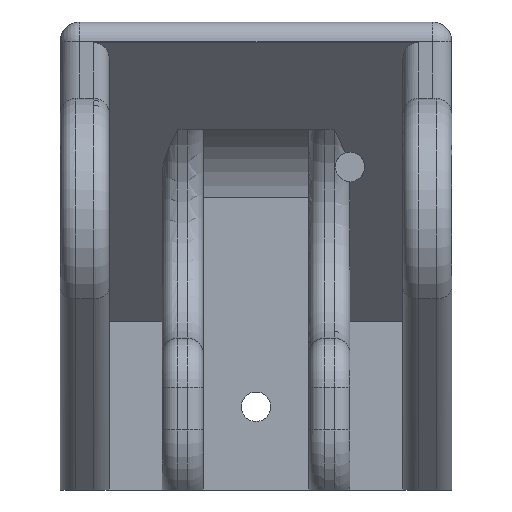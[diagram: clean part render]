
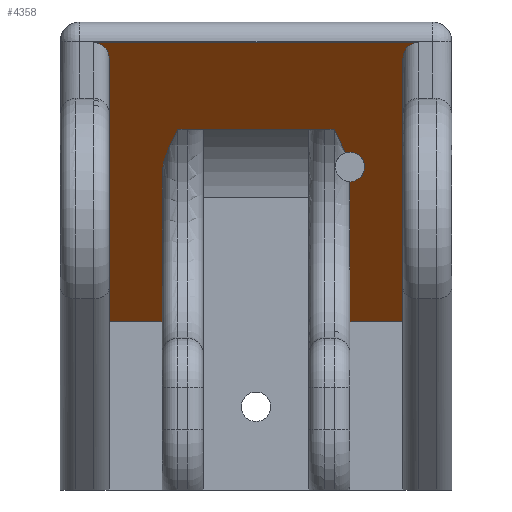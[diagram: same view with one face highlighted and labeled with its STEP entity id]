
A CAD part, left-side view. The second image highlights one B-rep face of the part: STEP entity #4358.
In plain terms, the highlighted planar face has unit normal (-0.707, 0, -0.707).
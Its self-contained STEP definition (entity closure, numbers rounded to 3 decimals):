
#98=ELLIPSE('',#4745,1.131,0.8);
#99=ELLIPSE('',#4778,1.131,0.8);
#100=ELLIPSE('',#4780,1.061,0.75);
#532=LINE('',#7541,#887);
#535=LINE('',#7557,#890);
#539=LINE('',#7586,#894);
#540=LINE('',#7588,#895);
#542=LINE('',#7591,#897);
#546=LINE('',#7612,#901);
#547=LINE('',#7614,#902);
#550=LINE('',#7619,#905);
#557=LINE('',#7653,#912);
#558=LINE('',#7655,#913);
#887=VECTOR('',#5595,1000.);
#890=VECTOR('',#5606,1000.);
#894=VECTOR('',#5622,1000.);
#895=VECTOR('',#5625,1000.);
#897=VECTOR('',#5629,1000.);
#901=VECTOR('',#5661,1000.);
#902=VECTOR('',#5664,1000.);
#905=VECTOR('',#5669,1000.);
#912=VECTOR('',#5702,1000.);
#913=VECTOR('',#5703,1000.);
#1884=ORIENTED_EDGE('',*,*,#2770,.T.);
#1885=ORIENTED_EDGE('',*,*,#2803,.T.);
#1886=ORIENTED_EDGE('',*,*,#2786,.T.);
#1887=ORIENTED_EDGE('',*,*,#2787,.F.);
#1888=ORIENTED_EDGE('',*,*,#2790,.F.);
#1889=ORIENTED_EDGE('',*,*,#2767,.T.);
#1890=ORIENTED_EDGE('',*,*,#2764,.T.);
#1891=ORIENTED_EDGE('',*,*,#2800,.T.);
#1892=ORIENTED_EDGE('',*,*,#2804,.T.);
#1893=ORIENTED_EDGE('',*,*,#2805,.F.);
#1894=ORIENTED_EDGE('',*,*,#2776,.F.);
#1895=ORIENTED_EDGE('',*,*,#2760,.T.);
#1896=ORIENTED_EDGE('',*,*,#2758,.T.);
#1897=ORIENTED_EDGE('',*,*,#2774,.F.);
#1898=ORIENTED_EDGE('',*,*,#2773,.F.);
#2758=EDGE_CURVE('',#3277,#3260,#532,.T.);
#2760=EDGE_CURVE('',#3278,#3277,#3461,.T.);
#2764=EDGE_CURVE('',#3282,#3281,#535,.T.);
#2767=EDGE_CURVE('',#3283,#3282,#98,.T.);
#2770=EDGE_CURVE('',#3286,#3284,#3463,.F.);
#2773=EDGE_CURVE('',#3286,#3261,#539,.T.);
#2774=EDGE_CURVE('',#3261,#3260,#540,.T.);
#2776=EDGE_CURVE('',#3278,#3287,#542,.T.);
#2786=EDGE_CURVE('',#3288,#3289,#546,.T.);
#2787=EDGE_CURVE('',#3290,#3289,#547,.T.);
#2790=EDGE_CURVE('',#3283,#3290,#550,.T.);
#2800=EDGE_CURVE('',#3281,#3294,#99,.T.);
#2803=EDGE_CURVE('',#3284,#3288,#100,.T.);
#2804=EDGE_CURVE('',#3294,#3296,#557,.T.);
#2805=EDGE_CURVE('',#3287,#3296,#558,.T.);
#3260=VERTEX_POINT('',#7389);
#3261=VERTEX_POINT('',#7397);
#3277=VERTEX_POINT('',#7542);
#3278=VERTEX_POINT('',#7549);
#3281=VERTEX_POINT('',#7556);
#3282=VERTEX_POINT('',#7558);
#3283=VERTEX_POINT('',#7563);
#3284=VERTEX_POINT('',#7576);
#3286=VERTEX_POINT('',#7582);
#3287=VERTEX_POINT('',#7592);
#3288=VERTEX_POINT('',#7609);
#3289=VERTEX_POINT('',#7611);
#3290=VERTEX_POINT('',#7615);
#3294=VERTEX_POINT('',#7643);
#3296=VERTEX_POINT('',#7654);
#3461=B_SPLINE_CURVE_WITH_KNOTS('',3,(#7545,#7546,#7547,#7548),
 .UNSPECIFIED.,.F.,.F.,(4,4),(0.,0.003),
 .UNSPECIFIED.);
#3463=B_SPLINE_CURVE_WITH_KNOTS('',3,(#7578,#7579,#7580,#7581),
 .UNSPECIFIED.,.F.,.F.,(4,4),(0.002,0.003),
 .UNSPECIFIED.);
#3679=EDGE_LOOP('',(#1884,#1885,#1886,#1887,#1888,#1889,#1890,#1891,#1892,
#1893,#1894,#1895,#1896,#1897,#1898));
#3976=FACE_BOUND('',#3679,.T.);
#4133=PLANE('',#4779);
#4358=ADVANCED_FACE('',(#3976),#4133,.F.);
#4745=AXIS2_PLACEMENT_3D('',#7562,#5611,#5612);
#4778=AXIS2_PLACEMENT_3D('',#7642,#5695,#5696);
#4779=AXIS2_PLACEMENT_3D('',#7651,#5698,#5699);
#4780=AXIS2_PLACEMENT_3D('',#7652,#5700,#5701);
#5595=DIRECTION('',(0.,-1.,0.));
#5606=DIRECTION('',(0.,1.,0.));
#5611=DIRECTION('',(0.707,0.,0.707));
#5612=DIRECTION('',(-0.707,0.,0.707));
#5622=DIRECTION('',(0.,1.,0.));
#5625=DIRECTION('',(0.,1.,0.));
#5629=DIRECTION('',(0.707,0.,-0.707));
#5661=DIRECTION('',(0.707,0.,-0.707));
#5664=DIRECTION('',(0.,1.,0.));
#5669=DIRECTION('',(0.707,0.,-0.707));
#5695=DIRECTION('',(0.707,0.,0.707));
#5696=DIRECTION('',(-0.707,0.,0.707));
#5698=DIRECTION('',(0.707,0.,0.707));
#5699=DIRECTION('',(0.707,0.,-0.707));
#5700=DIRECTION('',(0.707,0.,0.707));
#5701=DIRECTION('',(-0.707,0.,0.707));
#5702=DIRECTION('',(0.707,0.,-0.707));
#5703=DIRECTION('',(0.,1.,0.));
#7389=CARTESIAN_POINT('',(-35.578,3.5,4.422));
#7397=CARTESIAN_POINT('',(-35.578,-3.5,4.422));
#7541=CARTESIAN_POINT('',(-35.578,37.721,4.422));
#7542=CARTESIAN_POINT('',(-35.578,4.,4.422));
#7545=CARTESIAN_POINT('',(-33.271,4.8,2.115));
#7546=CARTESIAN_POINT('',(-34.073,4.8,2.917));
#7547=CARTESIAN_POINT('',(-34.832,4.377,3.676));
#7548=CARTESIAN_POINT('',(-35.578,4.,4.422));
#7549=CARTESIAN_POINT('',(-33.271,4.8,2.115));
#7556=CARTESIAN_POINT('',(-40.,8.3,8.844));
#7557=CARTESIAN_POINT('',(-40.,-37.721,8.844));
#7558=CARTESIAN_POINT('',(-40.,-8.3,8.844));
#7562=CARTESIAN_POINT('',(-39.2,-8.3,8.044));
#7563=CARTESIAN_POINT('',(-39.2,-7.5,8.044));
#7576=CARTESIAN_POINT('',(-34.367,-4.562,3.211));
#7578=CARTESIAN_POINT('',(-34.367,-4.562,3.211));
#7579=CARTESIAN_POINT('',(-34.777,-4.406,3.622));
#7580=CARTESIAN_POINT('',(-35.18,-4.201,4.024));
#7581=CARTESIAN_POINT('',(-35.578,-4.,4.422));
#7582=CARTESIAN_POINT('',(-35.578,-4.,4.422));
#7586=CARTESIAN_POINT('',(-35.578,-37.721,4.422));
#7588=CARTESIAN_POINT('',(-35.578,-37.721,4.422));
#7591=CARTESIAN_POINT('',(-25.746,4.8,-5.41));
#7592=CARTESIAN_POINT('',(-25.746,4.8,-5.41));
#7609=CARTESIAN_POINT('',(-32.906,-4.8,1.75));
#7611=CARTESIAN_POINT('',(-25.746,-4.8,-5.41));
#7612=CARTESIAN_POINT('',(-25.746,-4.8,-5.41));
#7614=CARTESIAN_POINT('',(-25.746,-37.721,-5.41));
#7615=CARTESIAN_POINT('',(-25.746,-7.5,-5.41));
#7619=CARTESIAN_POINT('',(-25.746,-7.5,-5.41));
#7642=CARTESIAN_POINT('',(-39.2,8.3,8.044));
#7643=CARTESIAN_POINT('',(-39.2,7.5,8.044));
#7651=CARTESIAN_POINT('',(-25.746,-37.721,-5.41));
#7652=CARTESIAN_POINT('',(-33.656,-4.8,2.5));
#7653=CARTESIAN_POINT('',(-25.746,7.5,-5.41));
#7654=CARTESIAN_POINT('',(-25.746,7.5,-5.41));
#7655=CARTESIAN_POINT('',(-25.746,-37.721,-5.41));
